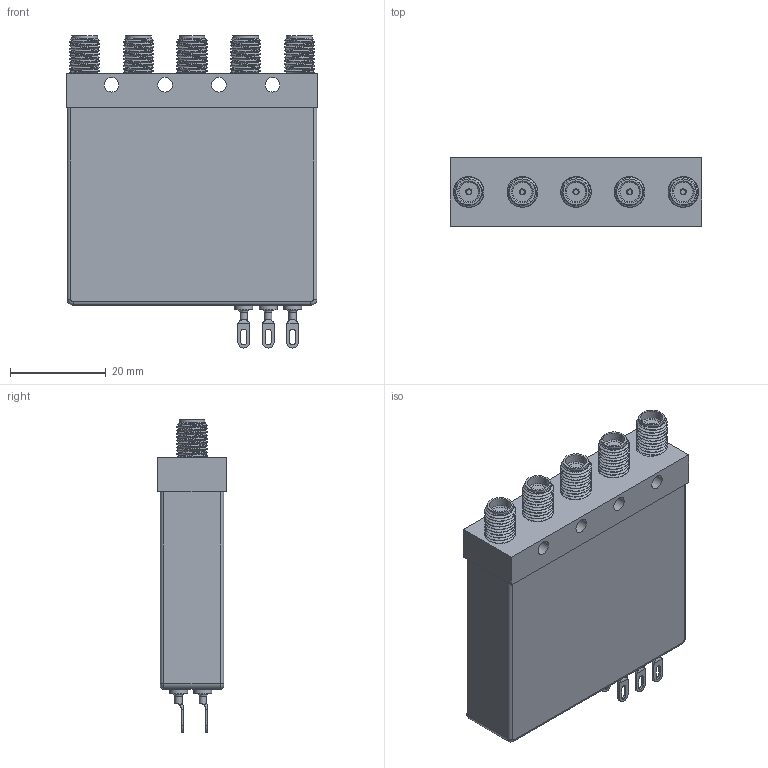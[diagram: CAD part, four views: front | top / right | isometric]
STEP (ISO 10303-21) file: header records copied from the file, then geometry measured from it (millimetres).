
FILE_DESCRIPTION (( 'STEP AP203' ), '1' );
FILE_NAME ('PE71S6405_3D.step', '2021-05-19T15:24:38', ( '' ), ( '' ), 'SwSTEP 2.0', 'SolidWorks 2020', '' );
FILE_SCHEMA (( 'CONFIG_CONTROL_DESIGN' ));
Products named in the file (1): PE71S6405_3D
Bounding box: 52.32 x 14.22 x 65.02 mm (x, y, z)
Volume: 34205 mm3; surface area: 9925.3 mm2
Topology: 1 solids, 2 shells, 1392 faces, 3693 edges, 2454 vertices
Faces by surface type: plane 770, bspline 433, cylinder 169, cone 10, torus 10
Full cylindrical faces by diameter (mm): 0.508 x1, 0.553 x1, 0.567 x1, 0.762 x6, 1.016 x5, 1.27 x5, 1.524 x6, 3.048 x4, 3.759 x6, 4.572 x5, 5.385 x5
Entity records: 69784 total; most frequent: CARTESIAN_POINT 38298, ORIENTED_EDGE 7218, DIRECTION 4906, EDGE_CURVE 3609, VERTEX_POINT 2431, LINE 2364, VECTOR 2364, EDGE_LOOP 1622
